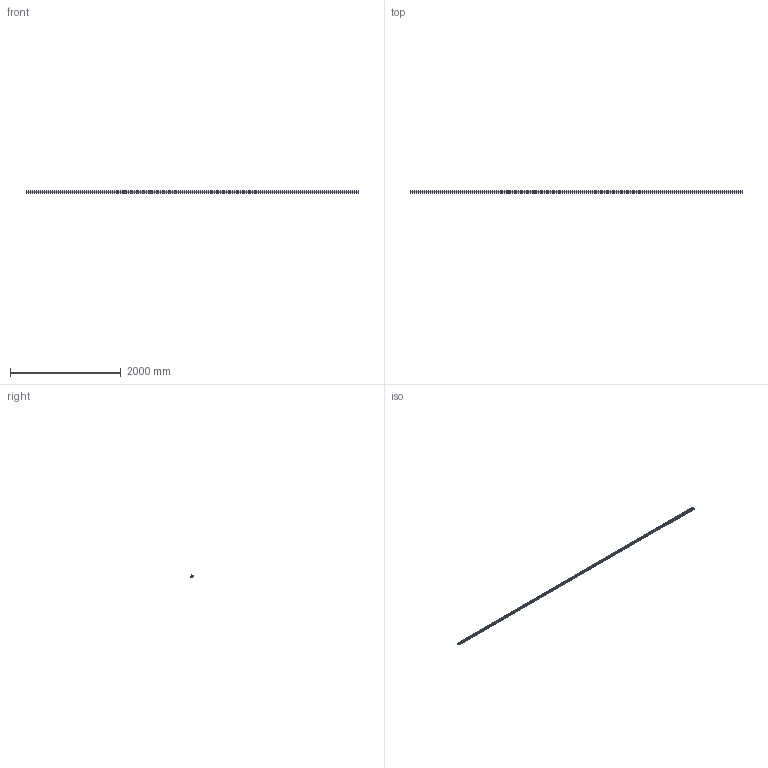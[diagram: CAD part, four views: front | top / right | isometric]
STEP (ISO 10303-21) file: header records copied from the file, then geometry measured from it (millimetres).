
FILE_DESCRIPTION (( 'STEP AP214' ), '1' );
FILE_NAME ('202073 Profil 8 40x40 R40-80 - 30°.STEP', '2019-02-06T12:52:27', ( '' ), ( '' ), 'SwSTEP 2.0', 'SolidWorks 2017', '' );
FILE_SCHEMA (( 'AUTOMOTIVE_DESIGN' ));
Length unit declared in the file: millimetre
Products named in the file (1): 202073 Profil 8 40x40 R40-80 - 30°
Bounding box: 6000 x 43.93 x 38.48 mm (x, y, z)
Volume: 3758312.4 mm3; surface area: 2216169 mm2
Topology: 1 solids, 1 shells, 115 faces, 339 edges, 226 vertices
Faces by surface type: cylinder 81, plane 34
Entity records: 3957 total; most frequent: DIRECTION 733, CARTESIAN_POINT 681, ORIENTED_EDGE 678, EDGE_CURVE 339, AXIS2_PLACEMENT_3D 278, VERTEX_POINT 226, VECTOR 177, LINE 177
